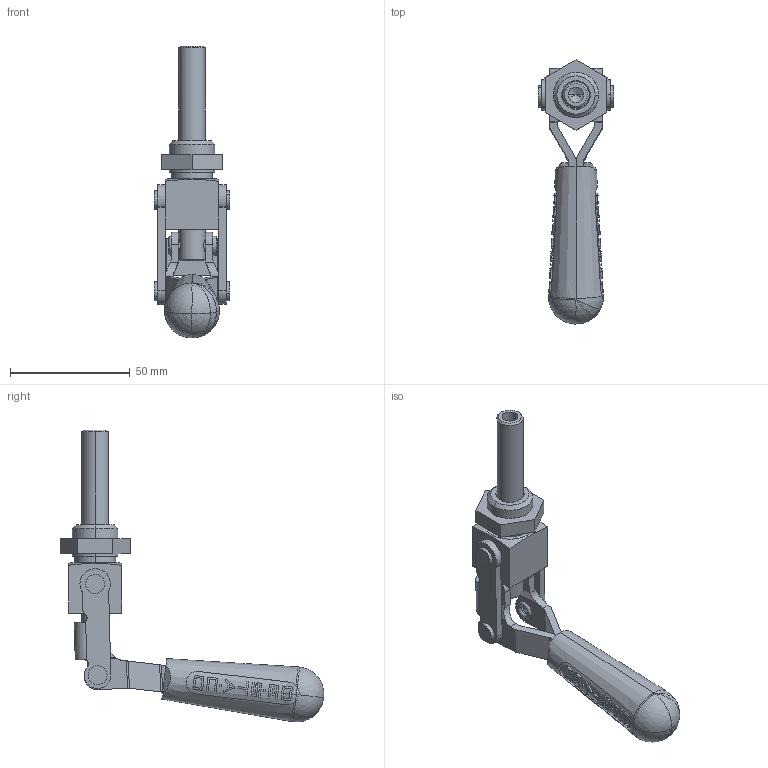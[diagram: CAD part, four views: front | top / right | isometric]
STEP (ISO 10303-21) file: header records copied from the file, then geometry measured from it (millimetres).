
FILE_DESCRIPTION((''),'2;1');
FILE_NAME('001_DESTACO_604_ASM','2020-07-03T',('SYSTEM'),(''),'PRO/ENGINEER BY PARAMETRIC TECHNOLOGY CORPORATION, 2016360','PRO/ENGINEER BY PARAMETRIC TECHNOLOGY CORPORATION, 2016360','');
FILE_SCHEMA(('AUTOMOTIVE_DESIGN { 1 0 10303 214 1 1 1 1 }'));
Length unit declared in the file: inch
Products named in the file (14): MSBR-2604_; MSBR-1604_; 604_BASE_ASM; 604_PLUNGER; 604_BODY_2; 604_BODY_3; 604_BODY_1; 604_BODY_10; 604_LEVER_ASM; MSBR-5604_; MSBR-4604_; MSBR-3604_; 604_LINK_ASM; 001_DESTACO_604_ASM
Assembly tree (15 placements, depth 3):
  001_DESTACO_604_ASM
    604_BASE_ASM
      MSBR-2604_
      MSBR-1604_
    604_PLUNGER
    604_LEVER_ASM
      604_BODY_2
      604_BODY_3
      604_BODY_1
      604_BODY_10
    604_LINK_ASM
      MSBR-5604_
      MSBR-4604_
      MSBR-3604_  x3
Bounding box: 31.66 x 110.15 x 121.85 mm (x, y, z)
Volume: 54681.4 mm3; surface area: 31889.1 mm2
Topology: 12 solids, 12 shells, 723 faces, 1887 edges, 1231 vertices
Faces by surface type: plane 386, cylinder 171, extrusion 78, cone 56, torus 22, sphere 10
Entity records: 32937 total; most frequent: CARTESIAN_POINT 10343, ORIENTED_EDGE 3620, DIRECTION 3148, EDGE_CURVE 1810, VERTEX_POINT 1197, AXIS2_PLACEMENT_3D 1083, VECTOR 982, LINE 904
